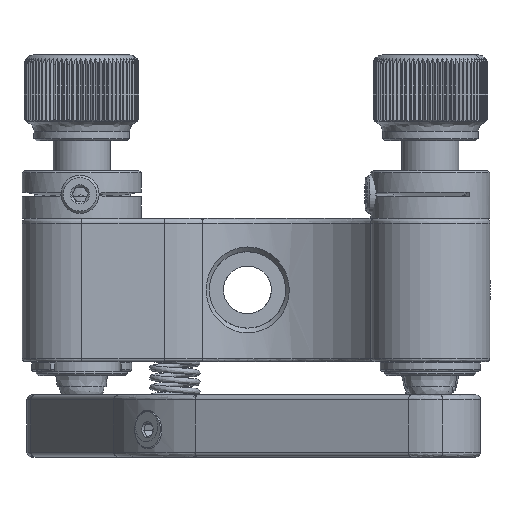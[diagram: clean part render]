
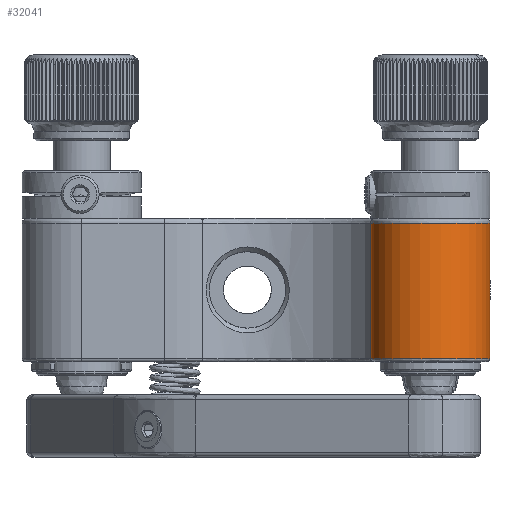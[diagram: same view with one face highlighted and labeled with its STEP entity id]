
A CAD part, left-side view. The second image highlights one B-rep face of the part: STEP entity #32041.
In plain terms, the highlighted cylindrical face has radius 6.25 mm (diameter 12.5 mm), a partial arc.
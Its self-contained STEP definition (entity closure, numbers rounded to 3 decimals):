
#1249 = CARTESIAN_POINT ( 'NONE',  ( -18.25, -12., 7. ) ) ;
#1464 = DIRECTION ( 'NONE',  ( -1., 0., 0. ) ) ;
#1999 = VERTEX_POINT ( 'NONE', #21535 ) ;
#2922 = DIRECTION ( 'NONE',  ( 0., 0., -1. ) ) ;
#3599 = VERTEX_POINT ( 'NONE', #22978 ) ;
#3728 = CARTESIAN_POINT ( 'NONE',  ( -18.25, -12., -7.5 ) ) ;
#3931 = EDGE_CURVE ( 'NONE', #1999, #3599, #16011, .T. ) ;
#4193 = EDGE_CURVE ( 'NONE', #3599, #42985, #39685, .T. ) ;
#4197 = EDGE_LOOP ( 'NONE', ( #17360, #23038, #18805, #8593 ) ) ;
#5309 = VECTOR ( 'NONE', #29624, 1000. ) ;
#7101 = LINE ( 'NONE', #3728, #20945 ) ;
#7967 = CARTESIAN_POINT ( 'NONE',  ( -18.25, -18.25, -7.2 ) ) ;
#8593 = ORIENTED_EDGE ( 'NONE', *, *, #3931, .T. ) ;
#10288 = AXIS2_PLACEMENT_3D ( 'NONE', #15808, #35683, #32753 ) ;
#10341 = CARTESIAN_POINT ( 'NONE',  ( -18.25, -18.25, 7.5 ) ) ;
#13575 = CARTESIAN_POINT ( 'NONE',  ( -18.25, -24.5, 7. ) ) ;
#14184 = EDGE_CURVE ( 'NONE', #16313, #1999, #7101, .T. ) ;
#15808 = CARTESIAN_POINT ( 'NONE',  ( -18.25, -18.25, 7. ) ) ;
#16011 = CIRCLE ( 'NONE', #26020, 6.25 ) ;
#16313 = VERTEX_POINT ( 'NONE', #1249 ) ;
#16598 = DIRECTION ( 'NONE',  ( -1., 0., 0. ) ) ;
#17360 = ORIENTED_EDGE ( 'NONE', *, *, #4193, .T. ) ;
#18805 = ORIENTED_EDGE ( 'NONE', *, *, #14184, .T. ) ;
#20196 = AXIS2_PLACEMENT_3D ( 'NONE', #10341, #2922, #16598 ) ;
#20945 = VECTOR ( 'NONE', #37948, 1000. ) ;
#21535 = CARTESIAN_POINT ( 'NONE',  ( -18.25, -12., -7.2 ) ) ;
#22978 = CARTESIAN_POINT ( 'NONE',  ( -18.25, -24.5, -7.2 ) ) ;
#23038 = ORIENTED_EDGE ( 'NONE', *, *, #34174, .F. ) ;
#25991 = CIRCLE ( 'NONE', #10288, 6.25 ) ;
#26020 = AXIS2_PLACEMENT_3D ( 'NONE', #7967, #32735, #1464 ) ;
#27300 = CYLINDRICAL_SURFACE ( 'NONE', #20196, 6.25 ) ;
#29624 = DIRECTION ( 'NONE',  ( 0., 0., 1. ) ) ;
#30066 = CARTESIAN_POINT ( 'NONE',  ( -18.25, -24.5, 7.5 ) ) ;
#32041 = ADVANCED_FACE ( 'NONE', ( #33537 ), #27300, .T. ) ;
#32735 = DIRECTION ( 'NONE',  ( 0., 0., 1. ) ) ;
#32753 = DIRECTION ( 'NONE',  ( 1., 0., 0. ) ) ;
#33537 = FACE_OUTER_BOUND ( 'NONE', #4197, .T. ) ;
#34174 = EDGE_CURVE ( 'NONE', #16313, #42985, #25991, .T. ) ;
#35683 = DIRECTION ( 'NONE',  ( 0., 0., 1. ) ) ;
#37948 = DIRECTION ( 'NONE',  ( 0., 0., -1. ) ) ;
#39685 = LINE ( 'NONE', #30066, #5309 ) ;
#42985 = VERTEX_POINT ( 'NONE', #13575 ) ;
